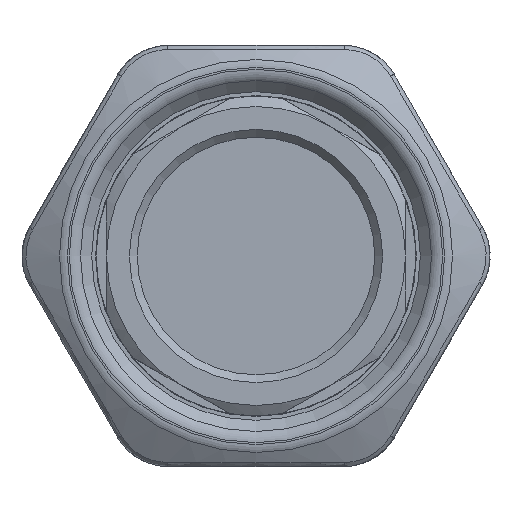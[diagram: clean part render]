
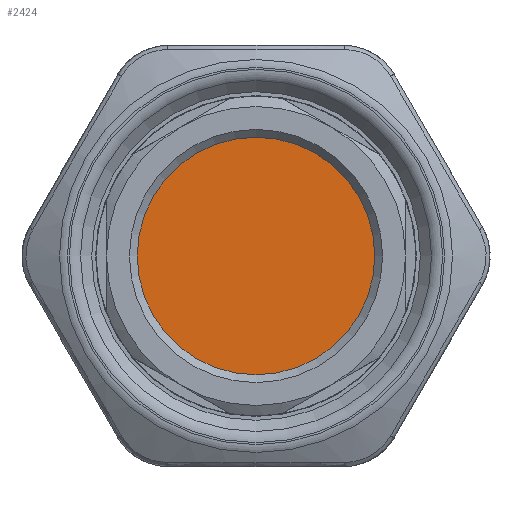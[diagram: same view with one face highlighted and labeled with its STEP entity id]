
A CAD part, front view. The second image highlights one B-rep face of the part: STEP entity #2424.
In plain terms, the highlighted planar face has unit normal (0, -1, 0).
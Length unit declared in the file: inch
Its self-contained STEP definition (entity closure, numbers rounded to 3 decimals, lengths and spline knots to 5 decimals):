
#461=FACE_OUTER_BOUND('',#620,.T.);
#620=EDGE_LOOP('',(#1559));
#786=CIRCLE('',#2626,0.86811);
#932=VERTEX_POINT('',#3594);
#1165=EDGE_CURVE('',#932,#932,#786,.T.);
#1559=ORIENTED_EDGE('',*,*,#1165,.F.);
#2193=PLANE('',#2627);
#2424=ADVANCED_FACE('',(#461),#2193,.F.);
#2626=AXIS2_PLACEMENT_3D('',#3596,#2965,#2966);
#2627=AXIS2_PLACEMENT_3D('',#3597,#2967,#2968);
#2965=DIRECTION('center_axis',(0.,1.,0.));
#2966=DIRECTION('ref_axis',(0.,0.,-1.));
#2967=DIRECTION('center_axis',(0.,1.,0.));
#2968=DIRECTION('ref_axis',(1.,0.,0.));
#3594=CARTESIAN_POINT('',(0.,0.,-0.86811));
#3596=CARTESIAN_POINT('Origin',(0.,0.,0.));
#3597=CARTESIAN_POINT('Origin',(0.,0.,0.86811));
